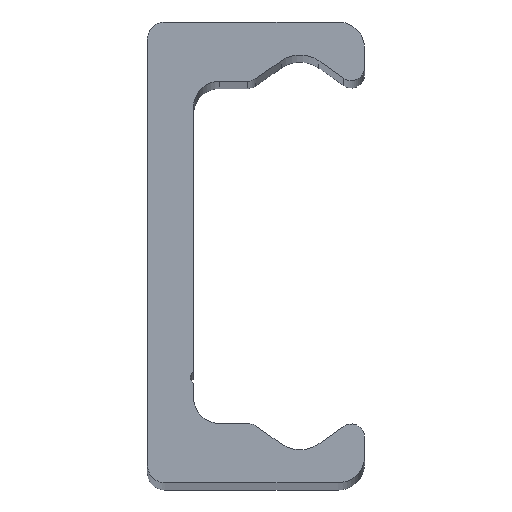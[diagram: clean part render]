
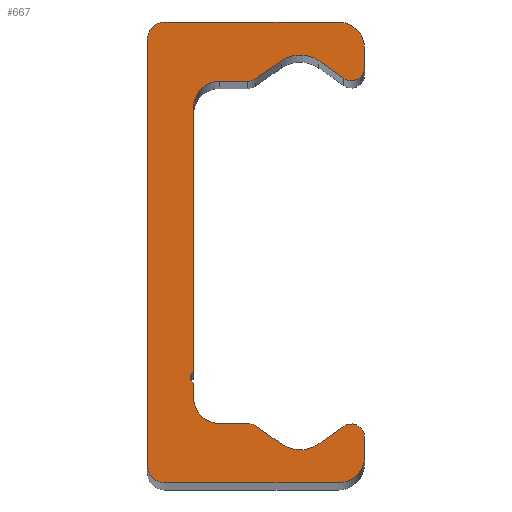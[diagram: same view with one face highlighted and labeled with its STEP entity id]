
A CAD part, top view. The second image highlights one B-rep face of the part: STEP entity #667.
In plain terms, the highlighted planar face has unit normal (0, 0, 1).
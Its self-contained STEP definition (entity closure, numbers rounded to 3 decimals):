
#34=VECTOR('',#784,1.);
#39=VECTOR('',#796,1.);
#43=VECTOR('',#807,1.);
#47=VECTOR('',#818,1.);
#51=VECTOR('',#829,1.);
#55=VECTOR('',#840,1.);
#59=VECTOR('',#851,1.);
#63=VECTOR('',#862,1.);
#67=VECTOR('',#873,1.);
#71=VECTOR('',#884,1.);
#75=VECTOR('',#895,1.);
#79=VECTOR('',#906,1.);
#83=VECTOR('',#917,1.);
#86=LINE('',#961,#34);
#91=LINE('',#976,#39);
#95=LINE('',#988,#43);
#99=LINE('',#1000,#47);
#103=LINE('',#1012,#51);
#107=LINE('',#1024,#55);
#111=LINE('',#1036,#59);
#115=LINE('',#1048,#63);
#119=LINE('',#1060,#67);
#123=LINE('',#1072,#71);
#127=LINE('',#1084,#75);
#131=LINE('',#1096,#79);
#135=LINE('',#1108,#83);
#151=PLANE('',#741);
#169=VERTEX_POINT('',#962);
#170=VERTEX_POINT('',#963);
#173=VERTEX_POINT('',#971);
#175=VERTEX_POINT('',#977);
#177=VERTEX_POINT('',#983);
#179=VERTEX_POINT('',#989);
#181=VERTEX_POINT('',#995);
#183=VERTEX_POINT('',#1001);
#185=VERTEX_POINT('',#1007);
#187=VERTEX_POINT('',#1013);
#189=VERTEX_POINT('',#1019);
#191=VERTEX_POINT('',#1025);
#193=VERTEX_POINT('',#1031);
#195=VERTEX_POINT('',#1037);
#197=VERTEX_POINT('',#1043);
#199=VERTEX_POINT('',#1049);
#201=VERTEX_POINT('',#1055);
#203=VERTEX_POINT('',#1061);
#205=VERTEX_POINT('',#1067);
#207=VERTEX_POINT('',#1073);
#209=VERTEX_POINT('',#1079);
#211=VERTEX_POINT('',#1085);
#213=VERTEX_POINT('',#1091);
#215=VERTEX_POINT('',#1097);
#217=VERTEX_POINT('',#1103);
#219=VERTEX_POINT('',#1109);
#233=CIRCLE('',#691,2.);
#235=CIRCLE('',#695,1.);
#237=CIRCLE('',#699,2.5);
#239=CIRCLE('',#703,1.);
#241=CIRCLE('',#707,2.);
#243=CIRCLE('',#711,0.5);
#245=CIRCLE('',#715,2.);
#247=CIRCLE('',#719,1.);
#249=CIRCLE('',#723,2.5);
#251=CIRCLE('',#727,1.);
#253=CIRCLE('',#731,2.);
#255=CIRCLE('',#735,1.3);
#257=CIRCLE('',#739,1.3);
#271=EDGE_CURVE('',#169,#170,#86,.T.);
#275=EDGE_CURVE('',#170,#173,#233,.T.);
#278=EDGE_CURVE('',#173,#175,#91,.T.);
#281=EDGE_CURVE('',#175,#177,#235,.T.);
#284=EDGE_CURVE('',#177,#179,#95,.T.);
#287=EDGE_CURVE('',#179,#181,#237,.T.);
#290=EDGE_CURVE('',#181,#183,#99,.T.);
#293=EDGE_CURVE('',#183,#185,#239,.T.);
#296=EDGE_CURVE('',#185,#187,#103,.T.);
#299=EDGE_CURVE('',#187,#189,#241,.T.);
#302=EDGE_CURVE('',#189,#191,#107,.T.);
#305=EDGE_CURVE('',#191,#193,#243,.T.);
#308=EDGE_CURVE('',#193,#195,#111,.T.);
#311=EDGE_CURVE('',#195,#197,#245,.T.);
#314=EDGE_CURVE('',#197,#199,#115,.T.);
#317=EDGE_CURVE('',#199,#201,#247,.T.);
#320=EDGE_CURVE('',#201,#203,#119,.T.);
#323=EDGE_CURVE('',#203,#205,#249,.T.);
#326=EDGE_CURVE('',#205,#207,#123,.T.);
#329=EDGE_CURVE('',#207,#209,#251,.T.);
#332=EDGE_CURVE('',#209,#211,#127,.T.);
#335=EDGE_CURVE('',#211,#213,#253,.T.);
#338=EDGE_CURVE('',#213,#215,#131,.T.);
#341=EDGE_CURVE('',#215,#217,#255,.T.);
#344=EDGE_CURVE('',#217,#219,#135,.T.);
#347=EDGE_CURVE('',#219,#169,#257,.T.);
#477=ORIENTED_EDGE('',*,*,#271,.F.);
#478=ORIENTED_EDGE('',*,*,#347,.F.);
#479=ORIENTED_EDGE('',*,*,#344,.F.);
#480=ORIENTED_EDGE('',*,*,#341,.F.);
#481=ORIENTED_EDGE('',*,*,#338,.F.);
#482=ORIENTED_EDGE('',*,*,#335,.F.);
#483=ORIENTED_EDGE('',*,*,#332,.F.);
#484=ORIENTED_EDGE('',*,*,#329,.F.);
#485=ORIENTED_EDGE('',*,*,#326,.F.);
#486=ORIENTED_EDGE('',*,*,#323,.F.);
#487=ORIENTED_EDGE('',*,*,#320,.F.);
#488=ORIENTED_EDGE('',*,*,#317,.F.);
#489=ORIENTED_EDGE('',*,*,#314,.F.);
#490=ORIENTED_EDGE('',*,*,#311,.F.);
#491=ORIENTED_EDGE('',*,*,#308,.F.);
#492=ORIENTED_EDGE('',*,*,#305,.F.);
#493=ORIENTED_EDGE('',*,*,#302,.F.);
#494=ORIENTED_EDGE('',*,*,#299,.F.);
#495=ORIENTED_EDGE('',*,*,#296,.F.);
#496=ORIENTED_EDGE('',*,*,#293,.F.);
#497=ORIENTED_EDGE('',*,*,#290,.F.);
#498=ORIENTED_EDGE('',*,*,#287,.F.);
#499=ORIENTED_EDGE('',*,*,#284,.F.);
#500=ORIENTED_EDGE('',*,*,#281,.F.);
#501=ORIENTED_EDGE('',*,*,#278,.F.);
#502=ORIENTED_EDGE('',*,*,#275,.F.);
#579=EDGE_LOOP('',(#477,#478,#479,#480,#481,#482,#483,#484,#485,#486,#487,
#488,#489,#490,#491,#492,#493,#494,#495,#496,#497,#498,#499,#500,#501,#502));
#631=FACE_BOUND('',#579,.T.);
#667=ADVANCED_FACE('',(#631),#151,.T.);
#691=AXIS2_PLACEMENT_3D('',#970,#790,#791);
#695=AXIS2_PLACEMENT_3D('',#982,#801,#802);
#699=AXIS2_PLACEMENT_3D('',#994,#812,#813);
#703=AXIS2_PLACEMENT_3D('',#1006,#823,#824);
#707=AXIS2_PLACEMENT_3D('',#1018,#834,#835);
#711=AXIS2_PLACEMENT_3D('',#1030,#845,#846);
#715=AXIS2_PLACEMENT_3D('',#1042,#856,#857);
#719=AXIS2_PLACEMENT_3D('',#1054,#867,#868);
#723=AXIS2_PLACEMENT_3D('',#1066,#878,#879);
#727=AXIS2_PLACEMENT_3D('',#1078,#889,#890);
#731=AXIS2_PLACEMENT_3D('',#1090,#900,#901);
#735=AXIS2_PLACEMENT_3D('',#1102,#911,#912);
#739=AXIS2_PLACEMENT_3D('',#1114,#922,#923);
#741=AXIS2_PLACEMENT_3D('',#1116,#926,$);
#784=DIRECTION('',(1.,0.,0.));
#790=DIRECTION('',(0.,0.,-1.));
#791=DIRECTION('',(2.,0.,0.));
#796=DIRECTION('',(0.,-1.,0.));
#801=DIRECTION('',(0.,0.,-1.));
#802=DIRECTION('',(1.,0.,0.));
#807=DIRECTION('',(-0.819,0.574,0.));
#812=DIRECTION('',(0.,0.,1.));
#813=DIRECTION('',(2.5,0.,0.));
#818=DIRECTION('',(-0.819,-0.574,0.));
#823=DIRECTION('',(0.,0.,-1.));
#824=DIRECTION('',(1.,0.,0.));
#829=DIRECTION('',(-1.,0.,0.));
#834=DIRECTION('',(0.,0.,1.));
#835=DIRECTION('',(2.,0.,0.));
#840=DIRECTION('',(0.,-1.,0.));
#845=DIRECTION('',(0.,0.,1.));
#846=DIRECTION('',(0.5,0.,0.));
#851=DIRECTION('',(0.,-1.,0.));
#856=DIRECTION('',(0.,0.,1.));
#857=DIRECTION('',(2.,0.,0.));
#862=DIRECTION('',(1.,0.,0.));
#867=DIRECTION('',(0.,0.,-1.));
#868=DIRECTION('',(1.,0.,0.));
#873=DIRECTION('',(0.819,-0.574,0.));
#878=DIRECTION('',(0.,0.,1.));
#879=DIRECTION('',(2.5,0.,0.));
#884=DIRECTION('',(0.819,0.574,0.));
#889=DIRECTION('',(0.,0.,-1.));
#890=DIRECTION('',(1.,0.,0.));
#895=DIRECTION('',(0.,-1.,0.));
#900=DIRECTION('',(0.,0.,-1.));
#901=DIRECTION('',(2.,0.,0.));
#906=DIRECTION('',(-1.,0.,0.));
#911=DIRECTION('',(0.,0.,-1.));
#912=DIRECTION('',(1.3,0.,0.));
#917=DIRECTION('',(0.,1.,0.));
#922=DIRECTION('',(0.,0.,-1.));
#923=DIRECTION('',(1.3,0.,0.));
#926=DIRECTION('',(0.,0.,1.));
#961=CARTESIAN_POINT('',(14.5,17.5,320.));
#962=CARTESIAN_POINT('',(1.3,17.5,320.));
#963=CARTESIAN_POINT('',(14.5,17.5,320.));
#970=CARTESIAN_POINT('',(14.5,15.5,320.));
#971=CARTESIAN_POINT('',(16.5,15.5,320.));
#976=CARTESIAN_POINT('',(16.5,14.042,320.));
#977=CARTESIAN_POINT('',(16.5,14.042,320.));
#982=CARTESIAN_POINT('',(15.5,14.042,320.));
#983=CARTESIAN_POINT('',(14.926,13.223,320.));
#988=CARTESIAN_POINT('',(13.034,14.548,320.));
#989=CARTESIAN_POINT('',(13.034,14.548,320.));
#994=CARTESIAN_POINT('',(11.6,12.5,320.));
#995=CARTESIAN_POINT('',(10.166,14.548,320.));
#1000=CARTESIAN_POINT('',(8.214,13.181,320.));
#1001=CARTESIAN_POINT('',(8.214,13.181,320.));
#1006=CARTESIAN_POINT('',(7.64,14.,320.));
#1007=CARTESIAN_POINT('',(7.64,13.,320.));
#1012=CARTESIAN_POINT('',(5.5,13.,320.));
#1013=CARTESIAN_POINT('',(5.5,13.,320.));
#1018=CARTESIAN_POINT('',(5.5,11.,320.));
#1019=CARTESIAN_POINT('',(3.5,11.,320.));
#1024=CARTESIAN_POINT('',(3.5,-9.067,320.));
#1025=CARTESIAN_POINT('',(3.5,-9.067,320.));
#1030=CARTESIAN_POINT('',(3.75,-9.5,320.));
#1031=CARTESIAN_POINT('',(3.5,-9.933,320.));
#1036=CARTESIAN_POINT('',(3.5,-11.,320.));
#1037=CARTESIAN_POINT('',(3.5,-11.,320.));
#1042=CARTESIAN_POINT('',(5.5,-11.,320.));
#1043=CARTESIAN_POINT('',(5.5,-13.,320.));
#1048=CARTESIAN_POINT('',(7.64,-13.,320.));
#1049=CARTESIAN_POINT('',(7.64,-13.,320.));
#1054=CARTESIAN_POINT('',(7.64,-14.,320.));
#1055=CARTESIAN_POINT('',(8.214,-13.181,320.));
#1060=CARTESIAN_POINT('',(10.166,-14.548,320.));
#1061=CARTESIAN_POINT('',(10.166,-14.548,320.));
#1066=CARTESIAN_POINT('',(11.6,-12.5,320.));
#1067=CARTESIAN_POINT('',(13.034,-14.548,320.));
#1072=CARTESIAN_POINT('',(14.926,-13.223,320.));
#1073=CARTESIAN_POINT('',(14.926,-13.223,320.));
#1078=CARTESIAN_POINT('',(15.5,-14.042,320.));
#1079=CARTESIAN_POINT('',(16.5,-14.042,320.));
#1084=CARTESIAN_POINT('',(16.5,-15.5,320.));
#1085=CARTESIAN_POINT('',(16.5,-15.5,320.));
#1090=CARTESIAN_POINT('',(14.5,-15.5,320.));
#1091=CARTESIAN_POINT('',(14.5,-17.5,320.));
#1096=CARTESIAN_POINT('',(1.3,-17.5,320.));
#1097=CARTESIAN_POINT('',(1.3,-17.5,320.));
#1102=CARTESIAN_POINT('',(1.3,-16.2,320.));
#1103=CARTESIAN_POINT('',(0.,-16.2,320.));
#1108=CARTESIAN_POINT('',(0.,16.2,320.));
#1109=CARTESIAN_POINT('',(0.,16.2,320.));
#1114=CARTESIAN_POINT('',(1.3,16.2,320.));
#1116=CARTESIAN_POINT('',(5.942,-0.014,320.));
